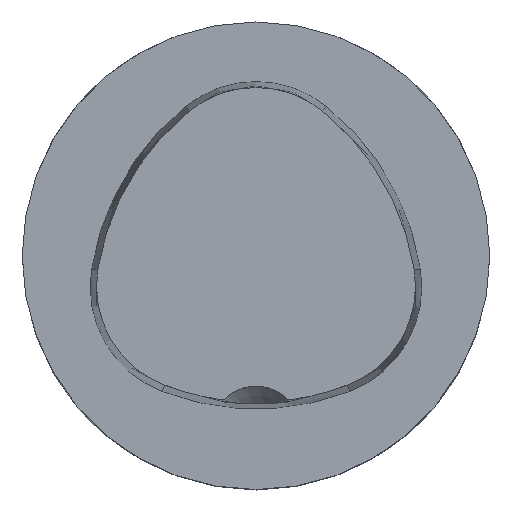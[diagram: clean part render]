
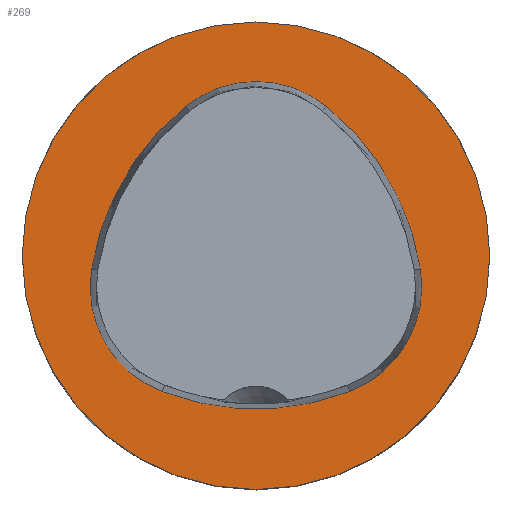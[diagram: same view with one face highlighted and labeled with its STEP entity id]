
A CAD part, top view. The second image highlights one B-rep face of the part: STEP entity #269.
In plain terms, the highlighted planar face has unit normal (0, 0, 1).
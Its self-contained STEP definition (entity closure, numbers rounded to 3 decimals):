
#232=PLANE('',#730);
#269=ADVANCED_FACE('',(#295,#296),#232,.T.);
#295=FACE_BOUND('',#345,.T.);
#296=FACE_BOUND('',#346,.T.);
#345=EDGE_LOOP('',(#473));
#346=EDGE_LOOP('',(#474,#475,#476,#477,#478,#479,#480));
#473=ORIENTED_EDGE('',*,*,#620,.F.);
#474=ORIENTED_EDGE('',*,*,#565,.T.);
#475=ORIENTED_EDGE('',*,*,#584,.T.);
#476=ORIENTED_EDGE('',*,*,#581,.T.);
#477=ORIENTED_EDGE('',*,*,#578,.T.);
#478=ORIENTED_EDGE('',*,*,#575,.T.);
#479=ORIENTED_EDGE('',*,*,#572,.T.);
#480=ORIENTED_EDGE('',*,*,#569,.T.);
#514=VERTEX_POINT('',#979);
#515=VERTEX_POINT('',#980);
#517=VERTEX_POINT('',#987);
#519=VERTEX_POINT('',#993);
#521=VERTEX_POINT('',#999);
#523=VERTEX_POINT('',#1005);
#525=VERTEX_POINT('',#1011);
#547=VERTEX_POINT('',#1093);
#565=EDGE_CURVE('',#514,#515,#633,.T.);
#569=EDGE_CURVE('',#517,#514,#635,.T.);
#572=EDGE_CURVE('',#519,#517,#637,.T.);
#575=EDGE_CURVE('',#521,#519,#639,.T.);
#578=EDGE_CURVE('',#523,#521,#641,.T.);
#581=EDGE_CURVE('',#525,#523,#643,.T.);
#584=EDGE_CURVE('',#515,#525,#645,.T.);
#620=EDGE_CURVE('',#547,#547,#652,.T.);
#633=CIRCLE('',#676,12.);
#635=CIRCLE('',#679,12.);
#637=CIRCLE('',#682,28.);
#639=CIRCLE('',#685,12.);
#641=CIRCLE('',#688,28.);
#643=CIRCLE('',#691,12.);
#645=CIRCLE('',#694,28.);
#652=CIRCLE('',#729,25.0);
#676=AXIS2_PLACEMENT_3D('',#978,#780,#781);
#679=AXIS2_PLACEMENT_3D('',#986,#788,#789);
#682=AXIS2_PLACEMENT_3D('',#992,#795,#796);
#685=AXIS2_PLACEMENT_3D('',#998,#802,#803);
#688=AXIS2_PLACEMENT_3D('',#1004,#809,#810);
#691=AXIS2_PLACEMENT_3D('',#1010,#816,#817);
#694=AXIS2_PLACEMENT_3D('',#1015,#823,#824);
#729=AXIS2_PLACEMENT_3D('',#1092,#914,#915);
#730=AXIS2_PLACEMENT_3D('',#1094,#916,#917);
#780=DIRECTION('',(0.0,0.0,-1.0));
#781=DIRECTION('',(0.649,-0.76,0.0));
#788=DIRECTION('',(0.0,0.0,-1.0));
#789=DIRECTION('',(0.983,-0.182,0.0));
#795=DIRECTION('',(0.0,0.0,-1.0));
#796=DIRECTION('',(0.866,0.5,0.0));
#802=DIRECTION('',(0.0,0.0,-1.0));
#803=DIRECTION('',(0.0,1.0,0.0));
#809=DIRECTION('',(0.0,0.0,-1.0));
#810=DIRECTION('',(-0.866,0.5,0.0));
#816=DIRECTION('',(0.0,0.0,-1.0));
#817=DIRECTION('',(-0.866,-0.5,0.0));
#823=DIRECTION('',(0.0,0.0,-1.0));
#824=DIRECTION('',(0.0,-1.0,0.0));
#914=DIRECTION('',(0.0,0.0,-1.0));
#915=DIRECTION('',(-1.0,0.0,0.0));
#916=DIRECTION('',(0.0,0.0,1.0));
#917=DIRECTION('',(0.0,1.0,0.0));
#978=CARTESIAN_POINT('',(5.733,-3.31,0.0));
#979=CARTESIAN_POINT('',(16.125,-9.31,0.));
#980=CARTESIAN_POINT('',(10.033,-14.513,0.));
#986=CARTESIAN_POINT('',(5.733,-3.31,0.0));
#987=CARTESIAN_POINT('',(17.585,-1.432,0.0));
#992=CARTESIAN_POINT('',(-10.07,-5.814,0.0));
#993=CARTESIAN_POINT('',(7.552,15.945,0.));
#998=CARTESIAN_POINT('',(0.0,6.62,0.0));
#999=CARTESIAN_POINT('',(-7.552,15.945,0.));
#1004=CARTESIAN_POINT('',(10.07,-5.814,0.0));
#1005=CARTESIAN_POINT('',(-17.585,-1.432,0.0));
#1010=CARTESIAN_POINT('',(-5.733,-3.31,0.0));
#1011=CARTESIAN_POINT('',(-10.033,-14.513,0.));
#1015=CARTESIAN_POINT('',(0.0,11.628,0.0));
#1092=CARTESIAN_POINT('',(0.0,0.0,0.0));
#1093=CARTESIAN_POINT('',(-25.0,0.0,0.0));
#1094=CARTESIAN_POINT('',(-12.5,0.0,0.0));
